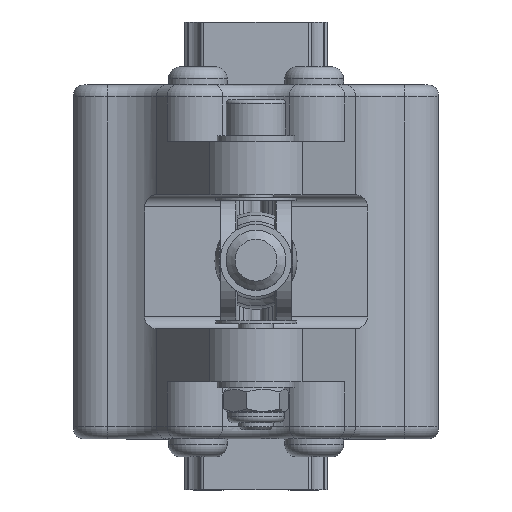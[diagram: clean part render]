
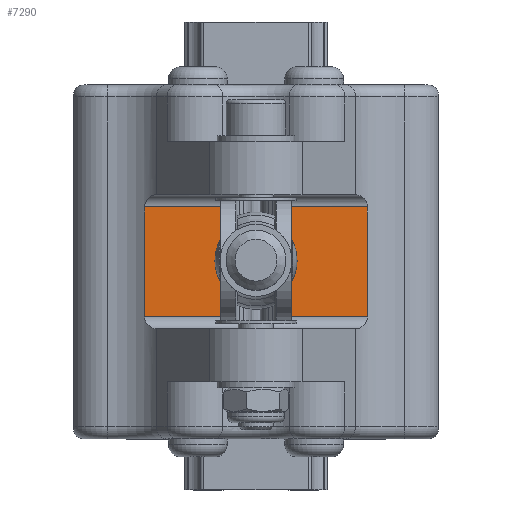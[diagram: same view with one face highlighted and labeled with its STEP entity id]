
A CAD part, top view. The second image highlights one B-rep face of the part: STEP entity #7290.
In plain terms, the highlighted planar face has unit normal (0, 0, 1).
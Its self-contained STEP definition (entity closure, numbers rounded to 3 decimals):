
#174=PLANE('',#8052);
#707=LINE('',#12856,#1223);
#711=LINE('',#12883,#1227);
#760=LINE('',#13276,#1276);
#761=LINE('',#13278,#1277);
#1223=VECTOR('',#9680,10.);
#1227=VECTOR('',#9696,10.);
#1276=VECTOR('',#9897,10.);
#1277=VECTOR('',#9900,10.);
#1873=FACE_OUTER_BOUND('',#2324,.T.);
#2324=EDGE_LOOP('',(#6180,#6181,#6182,#6183));
#3467=VERTEX_POINT('',#12842);
#3468=VERTEX_POINT('',#12855);
#3472=VERTEX_POINT('',#12881);
#3473=VERTEX_POINT('',#12882);
#4373=EDGE_CURVE('',#3467,#3468,#707,.T.);
#4380=EDGE_CURVE('',#3472,#3473,#711,.T.);
#4497=EDGE_CURVE('',#3473,#3467,#760,.T.);
#4498=EDGE_CURVE('',#3472,#3468,#761,.T.);
#6180=ORIENTED_EDGE('',*,*,#4380,.F.);
#6181=ORIENTED_EDGE('',*,*,#4498,.T.);
#6182=ORIENTED_EDGE('',*,*,#4373,.F.);
#6183=ORIENTED_EDGE('',*,*,#4497,.F.);
#7290=ADVANCED_FACE('',(#1873),#174,.F.);
#8052=AXIS2_PLACEMENT_3D('',#13277,#9898,#9899);
#9680=DIRECTION('',(0.,1.,0.));
#9696=DIRECTION('',(0.,-1.,0.));
#9897=DIRECTION('',(-1.,0.,0.));
#9898=DIRECTION('center_axis',(0.,0.,
-1.));
#9899=DIRECTION('ref_axis',(0.,1.,0.));
#9900=DIRECTION('',(-1.,0.,0.));
#12842=CARTESIAN_POINT('',(-18.585,-1009.15,10.517));
#12855=CARTESIAN_POINT('',(-18.585,-990.85,10.517));
#12856=CARTESIAN_POINT('',(-18.585,-1000.,10.517));
#12881=CARTESIAN_POINT('',(18.585,-990.85,10.517));
#12882=CARTESIAN_POINT('',(18.585,-1009.15,10.517));
#12883=CARTESIAN_POINT('',(18.585,-1000.,10.517));
#13276=CARTESIAN_POINT('',(0.,-1009.15,10.517));
#13277=CARTESIAN_POINT('Origin',(0.,-1009.15,10.517));
#13278=CARTESIAN_POINT('',(0.,-990.85,10.517));
